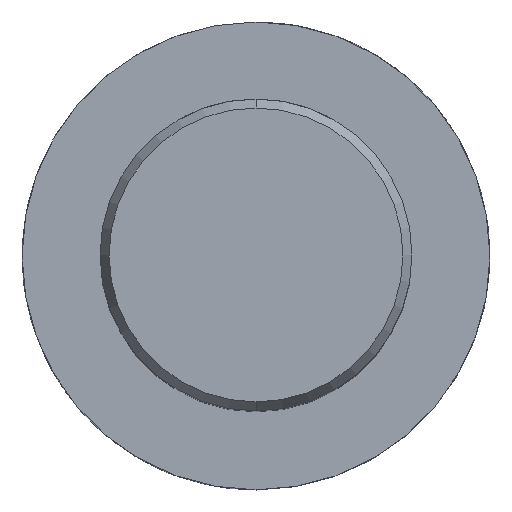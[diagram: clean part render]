
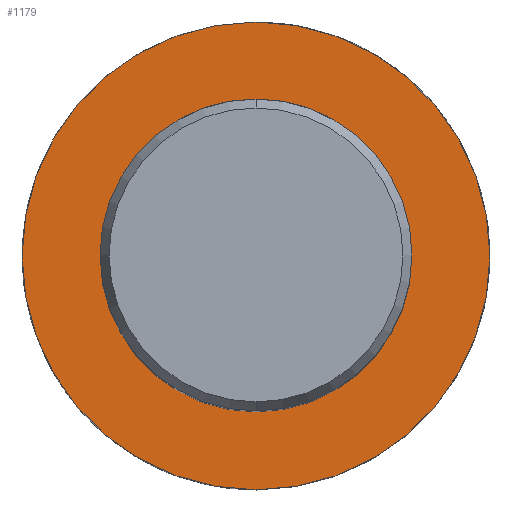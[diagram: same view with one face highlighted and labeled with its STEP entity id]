
A CAD part, top view. The second image highlights one B-rep face of the part: STEP entity #1179.
In plain terms, the highlighted planar face has unit normal (0, 0, 1).
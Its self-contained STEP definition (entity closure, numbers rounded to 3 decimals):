
#477=VERTEX_POINT('',#1293);
#491=VERTEX_POINT('',#1308);
#619=VERTEX_POINT('',#1447);
#693=VERTEX_POINT('',#1529);
#811=EDGE_CURVE('',#477,#491,#1656,.T.);
#927=EDGE_CURVE('',#619,#693,#1782,.T.);
#1121=EDGE_CURVE('',#491,#477,#1994,.T.);
#1155=EDGE_CURVE('',#693,#619,#2030,.T.);
#1179=ADVANCED_FACE('',(#2056,#2057),#2058,.T.);
#1293=CARTESIAN_POINT('',(0.0,30.0,-70.0));
#1308=CARTESIAN_POINT('',(0.,-30.0,-70.0));
#1447=CARTESIAN_POINT('',(0.,-20.0,-70.0));
#1529=CARTESIAN_POINT('',(0.0,20.0,-70.0));
#1656=CIRCLE('',#3607,30.0);
#1782=CIRCLE('',#3880,20.0);
#1994=CIRCLE('',#4455,30.0);
#2030=CIRCLE('',#4966,20.0);
#2056=FACE_BOUND('',#5002,.T.);
#2057=FACE_OUTER_BOUND('',#5003,.T.);
#2058=PLANE('',#5004);
#3607=AXIS2_PLACEMENT_3D('',#5610,#5611,#5612);
#3880=AXIS2_PLACEMENT_3D('',#5763,#5764,#5765);
#4455=AXIS2_PLACEMENT_3D('',#5986,#5987,#5988);
#4966=AXIS2_PLACEMENT_3D('',#6018,#6019,#6020);
#5002=EDGE_LOOP('',(#6060,#6061));
#5003=EDGE_LOOP('',(#6062,#6063));
#5004=AXIS2_PLACEMENT_3D('',#6064,#6065,#6066);
#5610=CARTESIAN_POINT('',(0.0,0.0,-70.0));
#5611=DIRECTION('',(0.0,0.0,-1.0));
#5612=DIRECTION('',(0.0,1.0,0.0));
#5763=CARTESIAN_POINT('',(0.0,0.0,-70.0));
#5764=DIRECTION('',(-0.0,0.0,-1.0));
#5765=DIRECTION('',(0.0,1.0,0.0));
#5986=CARTESIAN_POINT('',(0.0,0.0,-70.0));
#5987=DIRECTION('',(0.0,0.0,-1.0));
#5988=DIRECTION('',(0.0,1.0,0.0));
#6018=CARTESIAN_POINT('',(0.0,0.0,-70.0));
#6019=DIRECTION('',(-0.0,0.0,-1.0));
#6020=DIRECTION('',(0.0,1.0,0.0));
#6060=ORIENTED_EDGE('',*,*,#1155,.T.);
#6061=ORIENTED_EDGE('',*,*,#927,.T.);
#6062=ORIENTED_EDGE('',*,*,#811,.F.);
#6063=ORIENTED_EDGE('',*,*,#1121,.F.);
#6064=CARTESIAN_POINT('',(0.0,15.0,-70.0));
#6065=DIRECTION('',(-0.0,0.0,1.0));
#6066=DIRECTION('',(0.0,-1.0,0.0));
